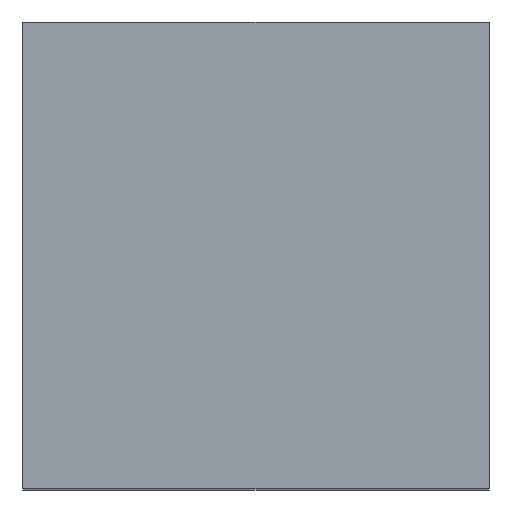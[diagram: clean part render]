
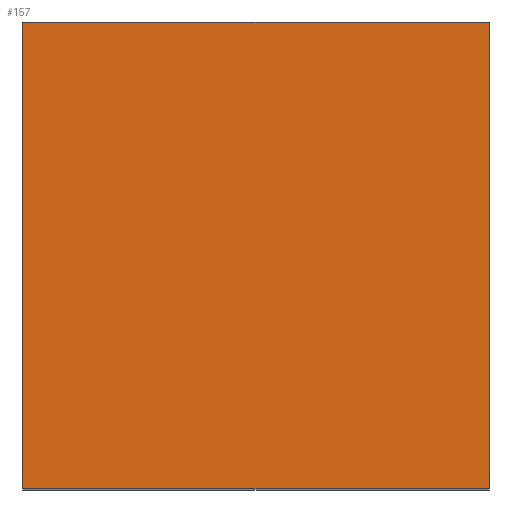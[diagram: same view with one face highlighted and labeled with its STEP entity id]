
A CAD part, top view. The second image highlights one B-rep face of the part: STEP entity #157.
In plain terms, the highlighted planar face has unit normal (0, 0, 1).
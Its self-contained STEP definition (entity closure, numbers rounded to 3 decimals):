
#7 = ORIENTED_EDGE ( 'NONE', *, *, #94, .T. ) ;
#9 = ORIENTED_EDGE ( 'NONE', *, *, #72, .T. ) ;
#24 = DIRECTION ( 'NONE',  ( -1., 0., 0. ) ) ;
#31 = EDGE_CURVE ( 'NONE', #131, #173, #163, .T. ) ;
#33 = EDGE_CURVE ( 'NONE', #132, #131, #180, .T. ) ;
#53 = PLANE ( 'NONE',  #156 ) ;
#56 = CARTESIAN_POINT ( 'NONE',  ( 0., 0., 0. ) ) ;
#58 = ORIENTED_EDGE ( 'NONE', *, *, #33, .F. ) ;
#60 = LINE ( 'NONE', #137, #83 ) ;
#72 = EDGE_CURVE ( 'NONE', #165, #173, #149, .T. ) ;
#73 = CARTESIAN_POINT ( 'NONE',  ( 0., 0., 0. ) ) ;
#77 = DIRECTION ( 'NONE',  ( 0., -1., 0. ) ) ;
#78 = VECTOR ( 'NONE', #116, 1000. ) ;
#83 = VECTOR ( 'NONE', #106, 1000. ) ;
#86 = CARTESIAN_POINT ( 'NONE',  ( 0., 2.69, 0. ) ) ;
#94 = EDGE_CURVE ( 'NONE', #132, #165, #60, .T. ) ;
#96 = CARTESIAN_POINT ( 'NONE',  ( 0., 2.69, 0. ) ) ;
#105 = CARTESIAN_POINT ( 'NONE',  ( 0., 2.69, 0. ) ) ;
#106 = DIRECTION ( 'NONE',  ( 0., -1., 0. ) ) ;
#107 = CARTESIAN_POINT ( 'NONE',  ( -2.69, 2.69, 0. ) ) ;
#109 = CARTESIAN_POINT ( 'NONE',  ( 0., 2.69, 0. ) ) ;
#116 = DIRECTION ( 'NONE',  ( 1., 0., 0. ) ) ;
#117 = EDGE_LOOP ( 'NONE', ( #9, #182, #58, #7 ) ) ;
#131 = VERTEX_POINT ( 'NONE', #109 ) ;
#132 = VERTEX_POINT ( 'NONE', #107 ) ;
#133 = DIRECTION ( 'NONE',  ( 0., 0., -1. ) ) ;
#137 = CARTESIAN_POINT ( 'NONE',  ( -2.69, 2.69, 0. ) ) ;
#142 = VECTOR ( 'NONE', #167, 1000. ) ;
#143 = CARTESIAN_POINT ( 'NONE',  ( -2.69, 0., 0. ) ) ;
#149 = LINE ( 'NONE', #56, #78 ) ;
#156 = AXIS2_PLACEMENT_3D ( 'NONE', #96, #133, #24 ) ;
#157 = ADVANCED_FACE ( 'NONE', ( #187 ), #53, .F. ) ;
#163 = LINE ( 'NONE', #105, #169 ) ;
#165 = VERTEX_POINT ( 'NONE', #143 ) ;
#167 = DIRECTION ( 'NONE',  ( 1., 0., 0. ) ) ;
#169 = VECTOR ( 'NONE', #77, 1000. ) ;
#173 = VERTEX_POINT ( 'NONE', #73 ) ;
#180 = LINE ( 'NONE', #86, #142 ) ;
#182 = ORIENTED_EDGE ( 'NONE', *, *, #31, .F. ) ;
#187 = FACE_OUTER_BOUND ( 'NONE', #117, .T. ) ;
